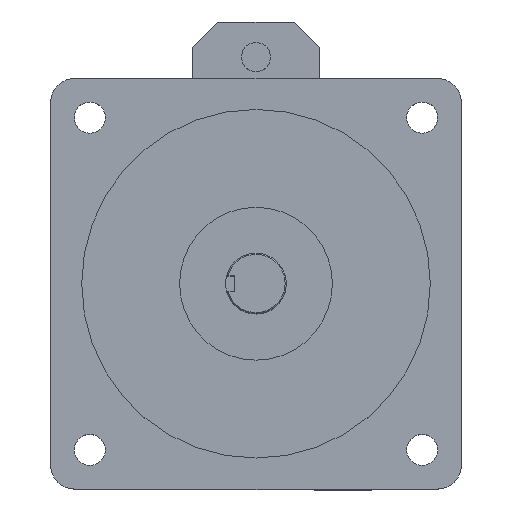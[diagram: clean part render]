
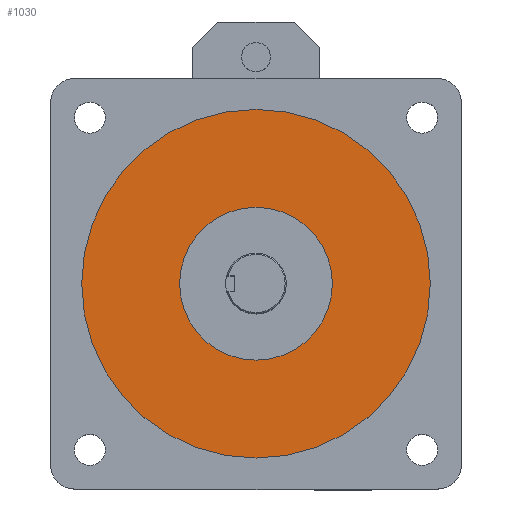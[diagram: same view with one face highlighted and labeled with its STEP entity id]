
A CAD part, top view. The second image highlights one B-rep face of the part: STEP entity #1030.
In plain terms, the highlighted planar face has unit normal (0, 0, 1).
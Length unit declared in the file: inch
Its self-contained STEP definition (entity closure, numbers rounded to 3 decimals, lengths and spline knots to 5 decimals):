
#63 = EDGE_LOOP ( 'NONE', ( #1879, #1981 ) ) ;
#126 = AXIS2_PLACEMENT_3D ( 'NONE', #1796, #569, #1822 ) ;
#173 = VERTEX_POINT ( 'NONE', #783 ) ;
#244 = CIRCLE ( 'NONE', #1150, 1.4374 ) ;
#294 = CIRCLE ( 'NONE', #126, 1.4374 ) ;
#320 = VERTEX_POINT ( 'NONE', #1362 ) ;
#333 = EDGE_CURVE ( 'NONE', #173, #1761, #389, .T. ) ;
#389 = CIRCLE ( 'NONE', #1932, 0.62992 ) ;
#396 = DIRECTION ( 'NONE',  ( -1., 0., 0. ) ) ;
#490 = CIRCLE ( 'NONE', #1090, 0.62992 ) ;
#564 = ORIENTED_EDGE ( 'NONE', *, *, #2190, .F. ) ;
#569 = DIRECTION ( 'NONE',  ( 0., 0., -1. ) ) ;
#603 = CARTESIAN_POINT ( 'NONE',  ( -0.62992, 0., 0.07874 ) ) ;
#731 = PLANE ( 'NONE',  #2080 ) ;
#762 = EDGE_LOOP ( 'NONE', ( #1598, #564 ) ) ;
#783 = CARTESIAN_POINT ( 'NONE',  ( 0.62992, 0., 0.07874 ) ) ;
#828 = DIRECTION ( 'NONE',  ( -1., 0., 0. ) ) ;
#840 = CARTESIAN_POINT ( 'NONE',  ( -1.4374, 0., 0.07874 ) ) ;
#873 = VERTEX_POINT ( 'NONE', #840 ) ;
#903 = CARTESIAN_POINT ( 'NONE',  ( -1.4374, -1.45465, 0.07874 ) ) ;
#1027 = CARTESIAN_POINT ( 'NONE',  ( 0., 0., 0.07874 ) ) ;
#1030 = ADVANCED_FACE ( 'NONE', ( #2113, #1115 ), #731, .T. ) ;
#1035 = DIRECTION ( 'NONE',  ( 1., 0., 0. ) ) ;
#1090 = AXIS2_PLACEMENT_3D ( 'NONE', #1108, #1247, #396 ) ;
#1108 = CARTESIAN_POINT ( 'NONE',  ( 0., 0., 0.07874 ) ) ;
#1115 = FACE_BOUND ( 'NONE', #63, .T. ) ;
#1150 = AXIS2_PLACEMENT_3D ( 'NONE', #1027, #1388, #1035 ) ;
#1247 = DIRECTION ( 'NONE',  ( 0., 0., -1. ) ) ;
#1362 = CARTESIAN_POINT ( 'NONE',  ( 1.4374, 0., 0.07874 ) ) ;
#1388 = DIRECTION ( 'NONE',  ( 0., 0., -1. ) ) ;
#1390 = EDGE_CURVE ( 'NONE', #320, #873, #244, .T. ) ;
#1427 = DIRECTION ( 'NONE',  ( 1., 0., 0. ) ) ;
#1550 = CARTESIAN_POINT ( 'NONE',  ( 0., 0., 0.07874 ) ) ;
#1598 = ORIENTED_EDGE ( 'NONE', *, *, #1390, .F. ) ;
#1761 = VERTEX_POINT ( 'NONE', #603 ) ;
#1796 = CARTESIAN_POINT ( 'NONE',  ( 0., 0., 0.07874 ) ) ;
#1822 = DIRECTION ( 'NONE',  ( 1., 0., 0. ) ) ;
#1879 = ORIENTED_EDGE ( 'NONE', *, *, #2121, .T. ) ;
#1932 = AXIS2_PLACEMENT_3D ( 'NONE', #1550, #2061, #828 ) ;
#1981 = ORIENTED_EDGE ( 'NONE', *, *, #333, .T. ) ;
#2061 = DIRECTION ( 'NONE',  ( 0., 0., -1. ) ) ;
#2080 = AXIS2_PLACEMENT_3D ( 'NONE', #903, #2138, #1427 ) ;
#2113 = FACE_OUTER_BOUND ( 'NONE', #762, .T. ) ;
#2121 = EDGE_CURVE ( 'NONE', #1761, #173, #490, .T. ) ;
#2138 = DIRECTION ( 'NONE',  ( 0., 0., 1. ) ) ;
#2190 = EDGE_CURVE ( 'NONE', #873, #320, #294, .T. ) ;
